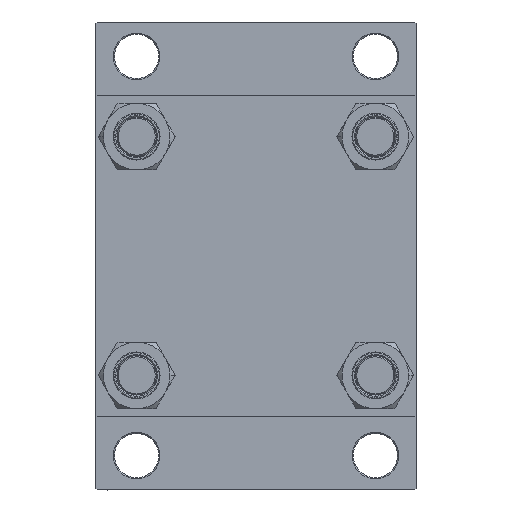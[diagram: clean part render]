
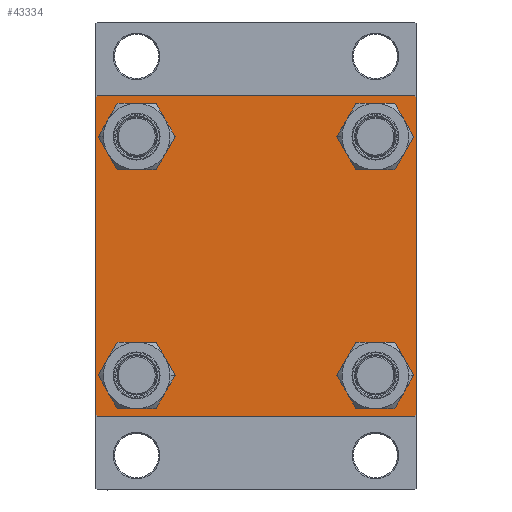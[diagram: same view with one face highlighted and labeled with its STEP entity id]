
A CAD part, left-side view. The second image highlights one B-rep face of the part: STEP entity #43334.
In plain terms, the highlighted planar face has unit normal (-1, 0, 0).
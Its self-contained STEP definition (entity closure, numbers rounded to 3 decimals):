
#89 = EDGE_LOOP ( 'NONE', ( #17469, #34618 ) ) ;
#90 = AXIS2_PLACEMENT_3D ( 'NONE', #13675, #39524, #2130 ) ;
#388 = PLANE ( 'NONE',  #45935 ) ;
#562 = VECTOR ( 'NONE', #6319, 1000. ) ;
#1464 = DIRECTION ( 'NONE',  ( 1., 0., 0. ) ) ;
#1643 = EDGE_CURVE ( 'NONE', #43281, #2160, #20030, .T. ) ;
#1667 = CARTESIAN_POINT ( 'NONE',  ( 0., 48.45, 48.45 ) ) ;
#2130 = DIRECTION ( 'NONE',  ( 0., 0., 1. ) ) ;
#2160 = VERTEX_POINT ( 'NONE', #5159 ) ;
#2532 = CARTESIAN_POINT ( 'NONE',  ( 0., 64.75, 64.75 ) ) ;
#2881 = CARTESIAN_POINT ( 'NONE',  ( 0., -48.45, -56.95 ) ) ;
#2936 = ORIENTED_EDGE ( 'NONE', *, *, #33032, .F. ) ;
#3993 = FACE_BOUND ( 'NONE', #39960, .T. ) ;
#4148 = ORIENTED_EDGE ( 'NONE', *, *, #21740, .T. ) ;
#4376 = AXIS2_PLACEMENT_3D ( 'NONE', #22837, #45059, #4491 ) ;
#4491 = DIRECTION ( 'NONE',  ( 0., 0., 1. ) ) ;
#4842 = CIRCLE ( 'NONE', #32576, 8.5 ) ;
#4865 = CARTESIAN_POINT ( 'NONE',  ( 0., -48.45, -48.45 ) ) ;
#4915 = EDGE_CURVE ( 'NONE', #41503, #25384, #46898, .T. ) ;
#5035 = VERTEX_POINT ( 'NONE', #10896 ) ;
#5159 = CARTESIAN_POINT ( 'NONE',  ( 0., 48.45, 39.95 ) ) ;
#5780 = CARTESIAN_POINT ( 'NONE',  ( 0., -64.75, 64.75 ) ) ;
#5878 = DIRECTION ( 'NONE',  ( 0., -0.707, -0.707 ) ) ;
#6300 = CIRCLE ( 'NONE', #33318, 8.5 ) ;
#6304 = VERTEX_POINT ( 'NONE', #38600 ) ;
#6319 = DIRECTION ( 'NONE',  ( 0., -1., 0. ) ) ;
#7190 = LINE ( 'NONE', #21932, #20725 ) ;
#7203 = CARTESIAN_POINT ( 'NONE',  ( 0., -64.5, -65. ) ) ;
#7735 = EDGE_CURVE ( 'NONE', #27429, #9730, #33675, .T. ) ;
#8155 = CARTESIAN_POINT ( 'NONE',  ( 0., -65., 64.5 ) ) ;
#8422 = ORIENTED_EDGE ( 'NONE', *, *, #28274, .T. ) ;
#8686 = ORIENTED_EDGE ( 'NONE', *, *, #38118, .T. ) ;
#9636 = DIRECTION ( 'NONE',  ( 0., 0.707, 0.707 ) ) ;
#9730 = VERTEX_POINT ( 'NONE', #24903 ) ;
#9830 = EDGE_CURVE ( 'NONE', #27867, #14897, #27297, .T. ) ;
#9945 = ORIENTED_EDGE ( 'NONE', *, *, #46572, .F. ) ;
#9998 = VERTEX_POINT ( 'NONE', #19032 ) ;
#10276 = CIRCLE ( 'NONE', #14908, 8.5 ) ;
#10896 = CARTESIAN_POINT ( 'NONE',  ( 0., -48.45, 39.95 ) ) ;
#10990 = FACE_BOUND ( 'NONE', #89, .T. ) ;
#11295 = ORIENTED_EDGE ( 'NONE', *, *, #21411, .T. ) ;
#11622 = AXIS2_PLACEMENT_3D ( 'NONE', #28902, #21644, #21173 ) ;
#11659 = VERTEX_POINT ( 'NONE', #29429 ) ;
#11667 = LINE ( 'NONE', #26649, #24442 ) ;
#12788 = VERTEX_POINT ( 'NONE', #21405 ) ;
#13011 = EDGE_CURVE ( 'NONE', #45310, #9998, #7190, .T. ) ;
#13675 = CARTESIAN_POINT ( 'NONE',  ( 0., 48.45, -48.45 ) ) ;
#13850 = LINE ( 'NONE', #2532, #15478 ) ;
#14897 = VERTEX_POINT ( 'NONE', #47008 ) ;
#14908 = AXIS2_PLACEMENT_3D ( 'NONE', #39010, #43344, #24749 ) ;
#15257 = CARTESIAN_POINT ( 'NONE',  ( 0., 64.5, -65. ) ) ;
#15478 = VECTOR ( 'NONE', #27894, 1000. ) ;
#16162 = DIRECTION ( 'NONE',  ( 0., 0., 1. ) ) ;
#16359 = VECTOR ( 'NONE', #34705, 1000. ) ;
#17469 = ORIENTED_EDGE ( 'NONE', *, *, #1643, .T. ) ;
#17693 = AXIS2_PLACEMENT_3D ( 'NONE', #1667, #45853, #24335 ) ;
#17985 = FACE_BOUND ( 'NONE', #43016, .T. ) ;
#18009 = VECTOR ( 'NONE', #5878, 1000. ) ;
#19032 = CARTESIAN_POINT ( 'NONE',  ( 0., 65., -64.5 ) ) ;
#20030 = CIRCLE ( 'NONE', #17693, 8.5 ) ;
#20184 = CARTESIAN_POINT ( 'NONE',  ( 0., 48.45, 48.45 ) ) ;
#20210 = LINE ( 'NONE', #24546, #16359 ) ;
#20271 = EDGE_CURVE ( 'NONE', #6304, #21176, #37175, .T. ) ;
#20725 = VECTOR ( 'NONE', #21448, 1000. ) ;
#20799 = EDGE_CURVE ( 'NONE', #2160, #43281, #6300, .T. ) ;
#21173 = DIRECTION ( 'NONE',  ( 0., 0., 1. ) ) ;
#21176 = VERTEX_POINT ( 'NONE', #2881 ) ;
#21402 = EDGE_CURVE ( 'NONE', #5035, #11659, #29377, .T. ) ;
#21405 = CARTESIAN_POINT ( 'NONE',  ( 0., -65., -64.5 ) ) ;
#21411 = EDGE_CURVE ( 'NONE', #9730, #27429, #44807, .T. ) ;
#21448 = DIRECTION ( 'NONE',  ( 0., 0., -1. ) ) ;
#21644 = DIRECTION ( 'NONE',  ( 1., 0., 0. ) ) ;
#21740 = EDGE_CURVE ( 'NONE', #26126, #45310, #13850, .T. ) ;
#21932 = CARTESIAN_POINT ( 'NONE',  ( 0., 65., 65. ) ) ;
#22837 = CARTESIAN_POINT ( 'NONE',  ( 0., 48.45, -48.45 ) ) ;
#22989 = DIRECTION ( 'NONE',  ( 1., 0., 0. ) ) ;
#23102 = CARTESIAN_POINT ( 'NONE',  ( 0., 65., 65. ) ) ;
#24335 = DIRECTION ( 'NONE',  ( 0., 0., 1. ) ) ;
#24442 = VECTOR ( 'NONE', #38209, 1000. ) ;
#24546 = CARTESIAN_POINT ( 'NONE',  ( 0., -64.75, -64.75 ) ) ;
#24721 = EDGE_CURVE ( 'NONE', #25384, #12788, #20210, .T. ) ;
#24749 = DIRECTION ( 'NONE',  ( 0., 0., 1. ) ) ;
#24903 = CARTESIAN_POINT ( 'NONE',  ( 0., 48.45, -56.95 ) ) ;
#24946 = ORIENTED_EDGE ( 'NONE', *, *, #7735, .T. ) ;
#25002 = FACE_OUTER_BOUND ( 'NONE', #39555, .T. ) ;
#25209 = EDGE_CURVE ( 'NONE', #11659, #5035, #4842, .T. ) ;
#25384 = VERTEX_POINT ( 'NONE', #7203 ) ;
#25726 = CARTESIAN_POINT ( 'NONE',  ( 0., 0., 0. ) ) ;
#25930 = ORIENTED_EDGE ( 'NONE', *, *, #20271, .T. ) ;
#26126 = VERTEX_POINT ( 'NONE', #37036 ) ;
#26649 = CARTESIAN_POINT ( 'NONE',  ( 0., -65., 65. ) ) ;
#27297 = LINE ( 'NONE', #5780, #40661 ) ;
#27429 = VERTEX_POINT ( 'NONE', #29603 ) ;
#27867 = VERTEX_POINT ( 'NONE', #8155 ) ;
#27894 = DIRECTION ( 'NONE',  ( 0., 0.707, -0.707 ) ) ;
#28274 = EDGE_CURVE ( 'NONE', #9998, #41503, #31495, .T. ) ;
#28684 = AXIS2_PLACEMENT_3D ( 'NONE', #4865, #22989, #41572 ) ;
#28902 = CARTESIAN_POINT ( 'NONE',  ( 0., -48.45, 48.45 ) ) ;
#29377 = CIRCLE ( 'NONE', #11622, 8.5 ) ;
#29429 = CARTESIAN_POINT ( 'NONE',  ( 0., -48.45, 56.95 ) ) ;
#29603 = CARTESIAN_POINT ( 'NONE',  ( 0., 48.45, -39.95 ) ) ;
#30195 = DIRECTION ( 'NONE',  ( 0., 0., 1. ) ) ;
#30657 = ORIENTED_EDGE ( 'NONE', *, *, #9830, .T. ) ;
#31495 = LINE ( 'NONE', #46221, #18009 ) ;
#31788 = CARTESIAN_POINT ( 'NONE',  ( 0., 48.45, 56.95 ) ) ;
#32492 = DIRECTION ( 'NONE',  ( 0., 0., 1. ) ) ;
#32576 = AXIS2_PLACEMENT_3D ( 'NONE', #41076, #1464, #16162 ) ;
#33032 = EDGE_CURVE ( 'NONE', #26126, #14897, #36873, .T. ) ;
#33318 = AXIS2_PLACEMENT_3D ( 'NONE', #20184, #33812, #30195 ) ;
#33675 = CIRCLE ( 'NONE', #4376, 8.5 ) ;
#33812 = DIRECTION ( 'NONE',  ( 1., 0., 0. ) ) ;
#34120 = ORIENTED_EDGE ( 'NONE', *, *, #4915, .T. ) ;
#34618 = ORIENTED_EDGE ( 'NONE', *, *, #20799, .T. ) ;
#34705 = DIRECTION ( 'NONE',  ( 0., -0.707, 0.707 ) ) ;
#35303 = ORIENTED_EDGE ( 'NONE', *, *, #13011, .T. ) ;
#36873 = LINE ( 'NONE', #23102, #42546 ) ;
#37036 = CARTESIAN_POINT ( 'NONE',  ( 0., 64.5, 65. ) ) ;
#37077 = FACE_BOUND ( 'NONE', #38925, .T. ) ;
#37175 = CIRCLE ( 'NONE', #28684, 8.5 ) ;
#37834 = DIRECTION ( 'NONE',  ( 0., -1., 0. ) ) ;
#38118 = EDGE_CURVE ( 'NONE', #21176, #6304, #10276, .T. ) ;
#38209 = DIRECTION ( 'NONE',  ( 0., 0., -1. ) ) ;
#38600 = CARTESIAN_POINT ( 'NONE',  ( 0., -48.45, -39.95 ) ) ;
#38925 = EDGE_LOOP ( 'NONE', ( #43180, #42390 ) ) ;
#39010 = CARTESIAN_POINT ( 'NONE',  ( 0., -48.45, -48.45 ) ) ;
#39174 = CARTESIAN_POINT ( 'NONE',  ( 0., 65., -65. ) ) ;
#39524 = DIRECTION ( 'NONE',  ( 1., 0., 0. ) ) ;
#39555 = EDGE_LOOP ( 'NONE', ( #35303, #8422, #34120, #46413, #9945, #30657, #2936, #4148 ) ) ;
#39960 = EDGE_LOOP ( 'NONE', ( #25930, #8686 ) ) ;
#40214 = CARTESIAN_POINT ( 'NONE',  ( 0., 65., 64.5 ) ) ;
#40460 = DIRECTION ( 'NONE',  ( -1., 0., 0. ) ) ;
#40661 = VECTOR ( 'NONE', #9636, 1000. ) ;
#41076 = CARTESIAN_POINT ( 'NONE',  ( 0., -48.45, 48.45 ) ) ;
#41503 = VERTEX_POINT ( 'NONE', #15257 ) ;
#41572 = DIRECTION ( 'NONE',  ( 0., 0., 1. ) ) ;
#42390 = ORIENTED_EDGE ( 'NONE', *, *, #21402, .T. ) ;
#42546 = VECTOR ( 'NONE', #37834, 1000. ) ;
#43016 = EDGE_LOOP ( 'NONE', ( #24946, #11295 ) ) ;
#43180 = ORIENTED_EDGE ( 'NONE', *, *, #25209, .T. ) ;
#43281 = VERTEX_POINT ( 'NONE', #31788 ) ;
#43334 = ADVANCED_FACE ( 'NONE', ( #37077, #3993, #17985, #10990, #25002 ), #388, .T. ) ;
#43344 = DIRECTION ( 'NONE',  ( 1., 0., 0. ) ) ;
#44807 = CIRCLE ( 'NONE', #90, 8.5 ) ;
#45059 = DIRECTION ( 'NONE',  ( 1., 0., 0. ) ) ;
#45310 = VERTEX_POINT ( 'NONE', #40214 ) ;
#45853 = DIRECTION ( 'NONE',  ( 1., 0., 0. ) ) ;
#45935 = AXIS2_PLACEMENT_3D ( 'NONE', #25726, #40460, #32492 ) ;
#46221 = CARTESIAN_POINT ( 'NONE',  ( 0., 64.75, -64.75 ) ) ;
#46413 = ORIENTED_EDGE ( 'NONE', *, *, #24721, .T. ) ;
#46572 = EDGE_CURVE ( 'NONE', #27867, #12788, #11667, .T. ) ;
#46898 = LINE ( 'NONE', #39174, #562 ) ;
#47008 = CARTESIAN_POINT ( 'NONE',  ( 0., -64.5, 65. ) ) ;
